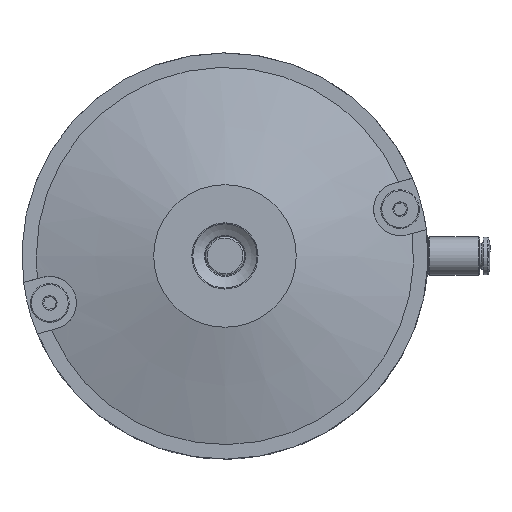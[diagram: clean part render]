
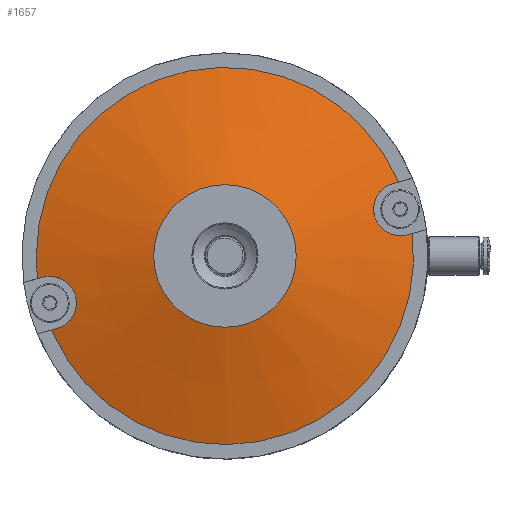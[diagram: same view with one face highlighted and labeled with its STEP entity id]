
A CAD part, top view. The second image highlights one B-rep face of the part: STEP entity #1657.
In plain terms, the highlighted conical face has half-angle 75 degrees and reference radius 39 mm.
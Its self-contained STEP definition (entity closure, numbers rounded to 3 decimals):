
#61=B_SPLINE_CURVE_WITH_KNOTS('',3,(#2311,#2312,#2313,#2314),
 .UNSPECIFIED.,.F.,.F.,(4,4),(0.,0.001),
 .UNSPECIFIED.);
#62=B_SPLINE_CURVE_WITH_KNOTS('',3,(#2316,#2317,#2318,#2319,#2320,#2321,
#2322,#2323,#2324),.UNSPECIFIED.,.F.,.F.,(4,1,1,1,1,1,4),(0.001,
0.006,0.008,0.01,0.012,
0.014,0.019),.UNSPECIFIED.);
#63=B_SPLINE_CURVE_WITH_KNOTS('',3,(#2326,#2327,#2328,#2329),
 .UNSPECIFIED.,.F.,.F.,(4,4),(0.,0.001),
 .UNSPECIFIED.);
#64=B_SPLINE_CURVE_WITH_KNOTS('',3,(#2333,#2334,#2335,#2336),
 .UNSPECIFIED.,.F.,.F.,(4,4),(0.,0.001),
 .UNSPECIFIED.);
#65=B_SPLINE_CURVE_WITH_KNOTS('',3,(#2338,#2339,#2340,#2341,#2342,#2343,
#2344,#2345,#2346),.UNSPECIFIED.,.F.,.F.,(4,1,1,1,1,1,4),(0.001,
0.006,0.008,0.01,0.012,
0.014,0.019),.UNSPECIFIED.);
#66=B_SPLINE_CURVE_WITH_KNOTS('',3,(#2348,#2349,#2350,#2351),
 .UNSPECIFIED.,.F.,.F.,(4,4),(0.,0.001),
 .UNSPECIFIED.);
#74=CONICAL_SURFACE('',#1771,39.,1.309);
#225=ORIENTED_EDGE('',*,*,#477,.T.);
#226=ORIENTED_EDGE('',*,*,#474,.F.);
#227=ORIENTED_EDGE('',*,*,#478,.T.);
#228=ORIENTED_EDGE('',*,*,#479,.F.);
#229=ORIENTED_EDGE('',*,*,#480,.T.);
#230=ORIENTED_EDGE('',*,*,#481,.F.);
#231=ORIENTED_EDGE('',*,*,#482,.T.);
#232=ORIENTED_EDGE('',*,*,#483,.F.);
#233=ORIENTED_EDGE('',*,*,#484,.T.);
#474=EDGE_CURVE('',#599,#601,#703,.T.);
#477=EDGE_CURVE('',#603,#603,#705,.T.);
#478=EDGE_CURVE('',#599,#604,#61,.T.);
#479=EDGE_CURVE('',#605,#604,#62,.T.);
#480=EDGE_CURVE('',#605,#606,#63,.T.);
#481=EDGE_CURVE('',#607,#606,#706,.T.);
#482=EDGE_CURVE('',#607,#608,#64,.T.);
#483=EDGE_CURVE('',#609,#608,#65,.T.);
#484=EDGE_CURVE('',#609,#601,#66,.T.);
#599=VERTEX_POINT('',#2301);
#601=VERTEX_POINT('',#2304);
#603=VERTEX_POINT('',#2310);
#604=VERTEX_POINT('',#2315);
#605=VERTEX_POINT('',#2325);
#606=VERTEX_POINT('',#2330);
#607=VERTEX_POINT('',#2332);
#608=VERTEX_POINT('',#2337);
#609=VERTEX_POINT('',#2347);
#703=CIRCLE('',#1769,39.);
#705=CIRCLE('',#1772,14.742);
#706=CIRCLE('',#1773,39.);
#771=EDGE_LOOP('',(#225));
#772=EDGE_LOOP('',(#226,#227,#228,#229,#230,#231,#232,#233));
#919=FACE_BOUND('',#771,.T.);
#920=FACE_BOUND('',#772,.T.);
#1657=ADVANCED_FACE('',(#919,#920),#74,.T.);
#1769=AXIS2_PLACEMENT_3D('',#2303,#1936,#1937);
#1771=AXIS2_PLACEMENT_3D('',#2308,#1941,#1942);
#1772=AXIS2_PLACEMENT_3D('',#2309,#1943,#1944);
#1773=AXIS2_PLACEMENT_3D('',#2331,#1945,#1946);
#1936=DIRECTION('',(0.,0.,-1.));
#1937=DIRECTION('',(1.,0.,0.));
#1941=DIRECTION('',(0.,0.,-1.));
#1942=DIRECTION('',(-1.,0.,0.));
#1943=DIRECTION('',(0.,0.,-1.));
#1944=DIRECTION('',(-1.,0.,0.));
#1945=DIRECTION('',(0.,0.,-1.));
#1946=DIRECTION('',(1.,0.,0.));
#2301=CARTESIAN_POINT('',(-38.718,-4.68,23.));
#2303=CARTESIAN_POINT('',(0.,0.,23.));
#2304=CARTESIAN_POINT('',(35.871,15.306,23.));
#2308=CARTESIAN_POINT('',(0.,0.,23.));
#2309=CARTESIAN_POINT('',(0.,0.,29.5));
#2310=CARTESIAN_POINT('',(-14.742,0.,29.5));
#2311=CARTESIAN_POINT('',(-38.718,-4.68,23.));
#2312=CARTESIAN_POINT('',(-38.361,-4.585,23.098));
#2313=CARTESIAN_POINT('',(-38.003,-4.489,23.196));
#2314=CARTESIAN_POINT('',(-37.646,-4.393,23.294));
#2315=CARTESIAN_POINT('',(-37.646,-4.393,23.294));
#2316=CARTESIAN_POINT('',(-34.799,-15.018,23.294));
#2317=CARTESIAN_POINT('',(-33.434,-14.653,23.669));
#2318=CARTESIAN_POINT('',(-31.609,-13.277,24.269));
#2319=CARTESIAN_POINT('',(-30.63,-10.491,24.78));
#2320=CARTESIAN_POINT('',(-30.764,-8.245,24.923));
#2321=CARTESIAN_POINT('',(-31.768,-6.234,24.781));
#2322=CARTESIAN_POINT('',(-34.011,-4.308,24.27));
#2323=CARTESIAN_POINT('',(-36.269,-4.024,23.672));
#2324=CARTESIAN_POINT('',(-37.646,-4.393,23.294));
#2325=CARTESIAN_POINT('',(-34.799,-15.018,23.294));
#2326=CARTESIAN_POINT('',(-34.799,-15.018,23.294));
#2327=CARTESIAN_POINT('',(-35.156,-15.114,23.196));
#2328=CARTESIAN_POINT('',(-35.514,-15.21,23.098));
#2329=CARTESIAN_POINT('',(-35.871,-15.306,23.));
#2330=CARTESIAN_POINT('',(-35.871,-15.306,23.));
#2331=CARTESIAN_POINT('',(0.,0.,23.));
#2332=CARTESIAN_POINT('',(38.718,4.68,23.));
#2333=CARTESIAN_POINT('',(38.718,4.68,23.));
#2334=CARTESIAN_POINT('',(38.361,4.585,23.098));
#2335=CARTESIAN_POINT('',(38.003,4.489,23.196));
#2336=CARTESIAN_POINT('',(37.646,4.393,23.294));
#2337=CARTESIAN_POINT('',(37.646,4.393,23.294));
#2338=CARTESIAN_POINT('',(34.799,15.018,23.294));
#2339=CARTESIAN_POINT('',(33.434,14.653,23.669));
#2340=CARTESIAN_POINT('',(31.609,13.277,24.269));
#2341=CARTESIAN_POINT('',(30.63,10.491,24.78));
#2342=CARTESIAN_POINT('',(30.764,8.245,24.923));
#2343=CARTESIAN_POINT('',(31.768,6.234,24.781));
#2344=CARTESIAN_POINT('',(34.011,4.308,24.27));
#2345=CARTESIAN_POINT('',(36.269,4.024,23.672));
#2346=CARTESIAN_POINT('',(37.646,4.393,23.294));
#2347=CARTESIAN_POINT('',(34.799,15.018,23.294));
#2348=CARTESIAN_POINT('',(34.799,15.018,23.294));
#2349=CARTESIAN_POINT('',(35.156,15.114,23.196));
#2350=CARTESIAN_POINT('',(35.514,15.21,23.098));
#2351=CARTESIAN_POINT('',(35.871,15.306,23.));
